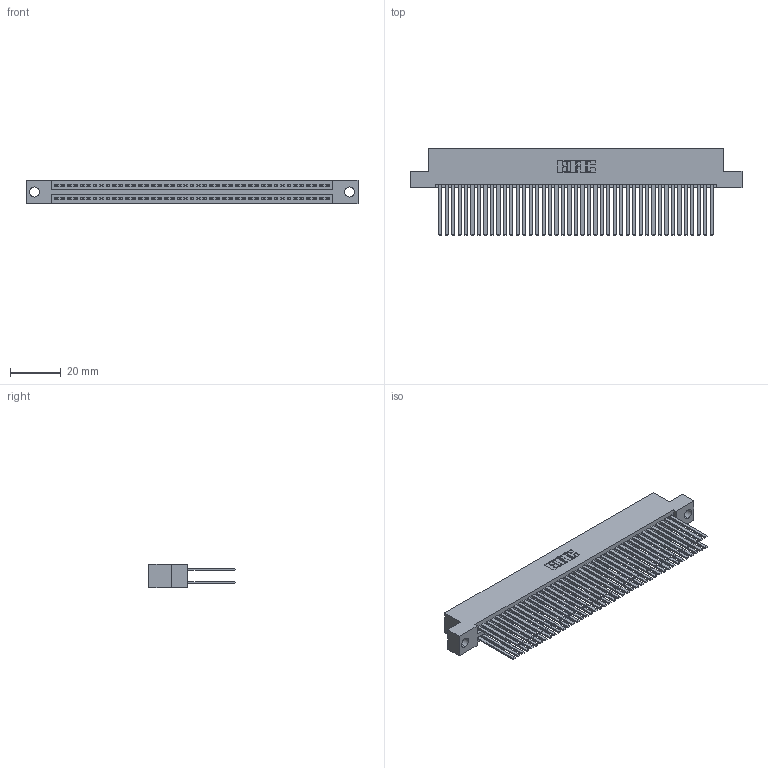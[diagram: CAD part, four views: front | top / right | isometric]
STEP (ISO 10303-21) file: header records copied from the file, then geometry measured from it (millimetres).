
FILE_DESCRIPTION (( 'STEP AP203' ), '1' );
FILE_NAME ('345-086-544-204.STEP', '2018-10-04T06:23:25', ( '' ), ( '' ), 'SwSTEP 2.0', 'SolidWorks 2016', '' );
FILE_SCHEMA (( 'CONFIG_CONTROL_DESIGN' ));
Length unit declared in the file: inch
Products named in the file (3): 345-292-001_345-293-144; 345 Part_Flush Mounting Lugs - 0.156 Dia-TH; 345-086-544-204
Assembly tree (87 placements, depth 2):
  345-086-544-204
    345 Part_Flush Mounting Lugs - 0.156 Dia-TH
    345-292-001_345-293-144  x86
Bounding box: 130.43 x 33.96 x 9.4 mm (x, y, z)
Volume: 13797 mm3; surface area: 23762.2 mm2
Topology: 87 solids, 87 shells, 3910 faces, 11607 edges, 7622 vertices
Faces by surface type: plane 2574, cylinder 1336
Entity records: 33423 total; most frequent: CARTESIAN_POINT 5600, ORIENTED_EDGE 5534, DIRECTION 4935, EDGE_CURVE 2767, LINE 2467, VECTOR 2467, VERTEX_POINT 1842, AXIS2_PLACEMENT_3D 1234
